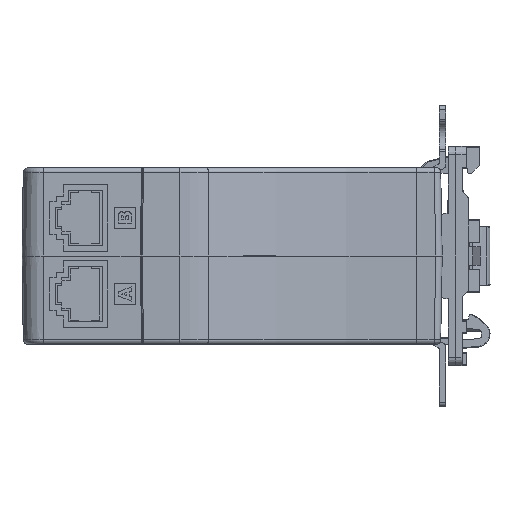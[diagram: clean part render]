
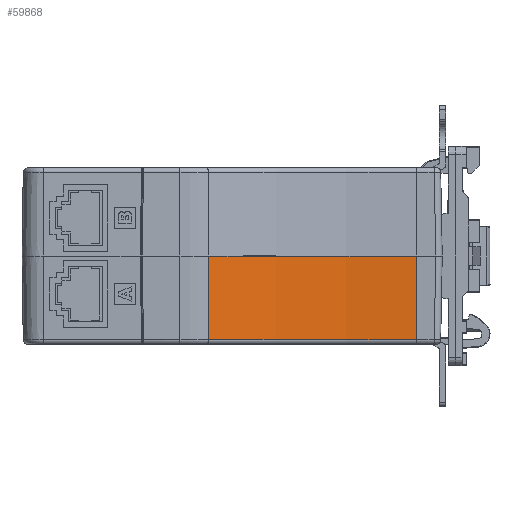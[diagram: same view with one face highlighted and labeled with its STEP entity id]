
A CAD part, left-side view. The second image highlights one B-rep face of the part: STEP entity #59868.
In plain terms, the highlighted conical face has half-angle 1 degrees and reference radius 144.131 mm.
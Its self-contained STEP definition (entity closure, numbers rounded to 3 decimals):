
#21839=CARTESIAN_POINT('',(-206.461,6.,20.5));
#21840=DIRECTION('',(0.,0.,-1.));
#21841=DIRECTION('',(0.942,0.335,0.));
#21842=AXIS2_PLACEMENT_3D('',#21839,#21840,#21841);
#22191=CARTESIAN_POINT('',(-206.461,6.,0.983));
#22192=DIRECTION('',(0.,0.,-1.));
#22193=DIRECTION('',(0.942,0.335,0.));
#22194=AXIS2_PLACEMENT_3D('',#22191,#22192,#22193);
#22747=DIRECTION('',(-0.017,0.,1.));
#22748=VECTOR('',#22747,19.52);
#22749=CARTESIAN_POINT('',(-62.159,6.,
0.983));
#22750=LINE('',#22749,#22748);
#22754=DIRECTION('',(0.016,0.006,-1.));
#22755=VECTOR('',#22754,19.52);
#22756=CARTESIAN_POINT('',(-70.841,54.291,20.5));
#22757=LINE('',#22756,#22755);
#53351=CARTESIAN_POINT('',(-62.5,6.,20.5));
#53352=VERTEX_POINT('',#53351);
#53353=CARTESIAN_POINT('',(-70.841,54.291,20.5));
#53354=VERTEX_POINT('',#53353);
#56513=CARTESIAN_POINT('',(-62.159,6.,
0.983));
#56514=VERTEX_POINT('',#56513);
#56515=CARTESIAN_POINT('',(-70.52,54.405,
0.983));
#56516=VERTEX_POINT('',#56515);
#59856=CARTESIAN_POINT('',(-206.461,6.,10.741));
#59857=DIRECTION('',(0.,0.,-1.));
#59858=DIRECTION('',(-1.,0.,0.));
#59859=AXIS2_PLACEMENT_3D('',#59856,#59857,#59858);
#59860=CONICAL_SURFACE('',#59859,144.131,1.);
#59861=ORIENTED_EDGE('',*,*,#59432,.T.);
#59862=ORIENTED_EDGE('',*,*,#59027,.T.);
#59863=ORIENTED_EDGE('',*,*,#59113,.F.);
#59865=ORIENTED_EDGE('',*,*,#59864,.T.);
#59866=EDGE_LOOP('',(#59861,#59862,#59863,#59865));
#59867=FACE_OUTER_BOUND('',#59866,.F.);
#21843=CIRCLE('',#21842,143.961);
#22195=CIRCLE('',#22194,144.301);
#59027=EDGE_CURVE('',#56514,#53352,#22750,.T.);
#59113=EDGE_CURVE('',#53354,#53352,#21843,.T.);
#59432=EDGE_CURVE('',#56516,#56514,#22195,.T.);
#59864=EDGE_CURVE('',#53354,#56516,#22757,.T.);
#59868=ADVANCED_FACE('',(#59867),#59860,.T.);
